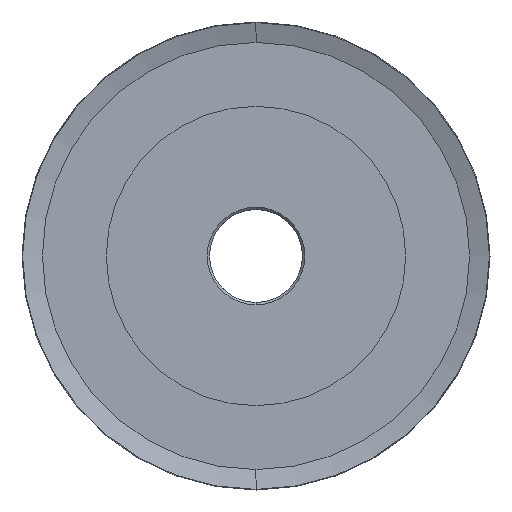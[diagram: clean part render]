
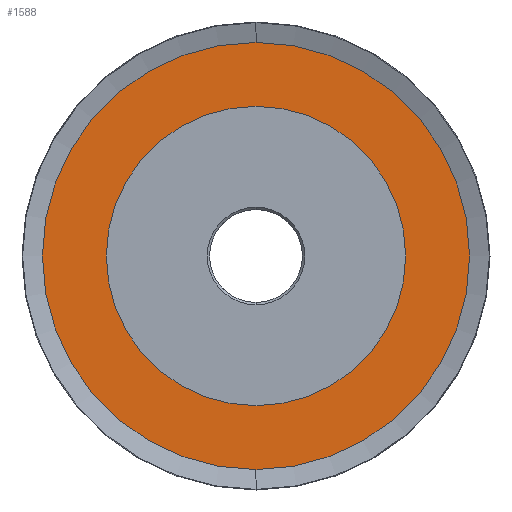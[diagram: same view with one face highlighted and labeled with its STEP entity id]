
A CAD part, left-side view. The second image highlights one B-rep face of the part: STEP entity #1588.
In plain terms, the highlighted planar face has unit normal (-1, 0, 0).
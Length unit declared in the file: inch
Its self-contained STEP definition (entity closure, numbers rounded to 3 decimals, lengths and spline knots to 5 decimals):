
#743 = CARTESIAN_POINT ( 'NONE',  ( -0.3345, 0., 0. ) ) ;
#871 = AXIS2_PLACEMENT_3D ( 'NONE', #10632, #2307, #12017 ) ;
#1282 = AXIS2_PLACEMENT_3D ( 'NONE', #743, #10452, #2139 ) ;
#1542 = FACE_OUTER_BOUND ( 'NONE', #5566, .T. ) ;
#1588 = ADVANCED_FACE ( 'NONE', ( #1542, #8926 ), #15807, .T. ) ;
#1652 = EDGE_CURVE ( 'NONE', #17169, #15714, #15011, .T. ) ;
#2139 = DIRECTION ( 'NONE',  ( 0., 0., 1. ) ) ;
#2307 = DIRECTION ( 'NONE',  ( -1., 0., 0. ) ) ;
#2353 = EDGE_LOOP ( 'NONE', ( #10167, #17175 ) ) ;
#2860 = CARTESIAN_POINT ( 'NONE',  ( -0.3345, 0., 0.575 ) ) ;
#3403 = EDGE_CURVE ( 'NONE', #7771, #17750, #8649, .T. ) ;
#4941 = AXIS2_PLACEMENT_3D ( 'NONE', #6209, #15950, #7612 ) ;
#5503 = EDGE_CURVE ( 'NONE', #15714, #17169, #15878, .T. ) ;
#5566 = EDGE_LOOP ( 'NONE', ( #12417, #8001 ) ) ;
#6136 = DIRECTION ( 'NONE',  ( 0., 0., 1. ) ) ;
#6195 = DIRECTION ( 'NONE',  ( -1., 0., 0. ) ) ;
#6209 = CARTESIAN_POINT ( 'NONE',  ( -0.3345, 0., 0. ) ) ;
#6265 = CARTESIAN_POINT ( 'NONE',  ( -0.3345, 0., 0. ) ) ;
#7131 = EDGE_CURVE ( 'NONE', #17750, #7771, #16265, .T. ) ;
#7612 = DIRECTION ( 'NONE',  ( 0., 0., 1. ) ) ;
#7771 = VERTEX_POINT ( 'NONE', #16350 ) ;
#7997 = AXIS2_PLACEMENT_3D ( 'NONE', #12326, #12214, #11803 ) ;
#8001 = ORIENTED_EDGE ( 'NONE', *, *, #5503, .T. ) ;
#8649 = CIRCLE ( 'NONE', #871, 0.403 ) ;
#8922 = AXIS2_PLACEMENT_3D ( 'NONE', #6265, #6195, #6136 ) ;
#8926 = FACE_BOUND ( 'NONE', #2353, .T. ) ;
#10167 = ORIENTED_EDGE ( 'NONE', *, *, #3403, .F. ) ;
#10452 = DIRECTION ( 'NONE',  ( -1., 0., 0. ) ) ;
#10632 = CARTESIAN_POINT ( 'NONE',  ( -0.3345, 0., 0. ) ) ;
#11003 = CARTESIAN_POINT ( 'NONE',  ( -0.3345, 0., -0.575 ) ) ;
#11803 = DIRECTION ( 'NONE',  ( 0., 0., 1. ) ) ;
#12017 = DIRECTION ( 'NONE',  ( 0., 0., 1. ) ) ;
#12214 = DIRECTION ( 'NONE',  ( -1., 0., 0. ) ) ;
#12326 = CARTESIAN_POINT ( 'NONE',  ( -0.3345, 0.575, 0. ) ) ;
#12417 = ORIENTED_EDGE ( 'NONE', *, *, #1652, .T. ) ;
#15011 = CIRCLE ( 'NONE', #8922, 0.575 ) ;
#15714 = VERTEX_POINT ( 'NONE', #11003 ) ;
#15807 = PLANE ( 'NONE',  #7997 ) ;
#15878 = CIRCLE ( 'NONE', #4941, 0.575 ) ;
#15950 = DIRECTION ( 'NONE',  ( -1., 0., 0. ) ) ;
#16265 = CIRCLE ( 'NONE', #1282, 0.403 ) ;
#16350 = CARTESIAN_POINT ( 'NONE',  ( -0.3345, 0., 0.403 ) ) ;
#16562 = CARTESIAN_POINT ( 'NONE',  ( -0.3345, 0., -0.403 ) ) ;
#17169 = VERTEX_POINT ( 'NONE', #2860 ) ;
#17175 = ORIENTED_EDGE ( 'NONE', *, *, #7131, .F. ) ;
#17750 = VERTEX_POINT ( 'NONE', #16562 ) ;
